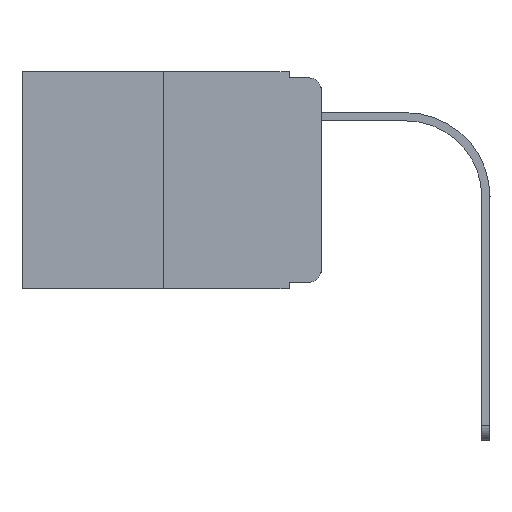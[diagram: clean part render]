
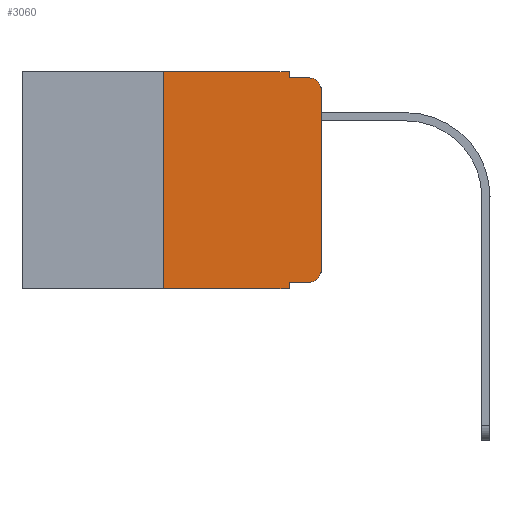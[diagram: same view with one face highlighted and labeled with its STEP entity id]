
A CAD part, left-side view. The second image highlights one B-rep face of the part: STEP entity #3060.
In plain terms, the highlighted planar face has unit normal (-1, 0, 0).
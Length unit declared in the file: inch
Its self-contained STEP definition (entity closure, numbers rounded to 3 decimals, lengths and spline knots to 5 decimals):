
#229 = VECTOR ( 'NONE', #7102, 39.37008 ) ;
#241 = VERTEX_POINT ( 'NONE', #6991 ) ;
#803 = CARTESIAN_POINT ( 'NONE',  ( 0., 0., 0. ) ) ;
#902 = VECTOR ( 'NONE', #7914, 39.37008 ) ;
#1181 = EDGE_LOOP ( 'NONE', ( #10321, #12690, #5687, #9290, #11787, #5119, #11236, #5082, #11970, #9636 ) ) ;
#1547 = VECTOR ( 'NONE', #1901, 39.37008 ) ;
#1643 = CARTESIAN_POINT ( 'NONE',  ( 0., 0., -0.03 ) ) ;
#1901 = DIRECTION ( 'NONE',  ( 0., 0., -1. ) ) ;
#1949 = VECTOR ( 'NONE', #4834, 39.37008 ) ;
#2274 = LINE ( 'NONE', #8337, #12505 ) ;
#2547 = EDGE_CURVE ( 'NONE', #9603, #8269, #6369, .T. ) ;
#2684 = CARTESIAN_POINT ( 'NONE',  ( 0., 0.02, -0.313 ) ) ;
#2982 = CIRCLE ( 'NONE', #12070, 0.02 ) ;
#3024 = EDGE_CURVE ( 'NONE', #3728, #241, #12886, .T. ) ;
#3060 = ADVANCED_FACE ( 'NONE', ( #4852 ), #11089, .F. ) ;
#3402 = DIRECTION ( 'NONE',  ( 0., 0., -1. ) ) ;
#3570 = VERTEX_POINT ( 'NONE', #4593 ) ;
#3728 = VERTEX_POINT ( 'NONE', #6214 ) ;
#3754 = DIRECTION ( 'NONE',  ( 1., 0., 0. ) ) ;
#3769 = EDGE_CURVE ( 'NONE', #10343, #3728, #9071, .T. ) ;
#4534 = DIRECTION ( 'NONE',  ( 0., 0., -1. ) ) ;
#4593 = CARTESIAN_POINT ( 'NONE',  ( 0., 0.02, -0.333 ) ) ;
#4647 = CARTESIAN_POINT ( 'NONE',  ( 0., 0., -0.313 ) ) ;
#4827 = DIRECTION ( 'NONE',  ( 0., 0., 1. ) ) ;
#4834 = DIRECTION ( 'NONE',  ( 0., 0., -1. ) ) ;
#4852 = FACE_OUTER_BOUND ( 'NONE', #1181, .T. ) ;
#5082 = ORIENTED_EDGE ( 'NONE', *, *, #6748, .F. ) ;
#5119 = ORIENTED_EDGE ( 'NONE', *, *, #8483, .F. ) ;
#5155 = VERTEX_POINT ( 'NONE', #6895 ) ;
#5225 = CARTESIAN_POINT ( 'NONE',  ( 0., 0.473, -0.343 ) ) ;
#5345 = EDGE_CURVE ( 'NONE', #11354, #9603, #6731, .T. ) ;
#5358 = DIRECTION ( 'NONE',  ( 0., -1., 0. ) ) ;
#5687 = ORIENTED_EDGE ( 'NONE', *, *, #8141, .F. ) ;
#5705 = DIRECTION ( 'NONE',  ( -1., 0., 0. ) ) ;
#5972 = CARTESIAN_POINT ( 'NONE',  ( 0., 0.473, 0. ) ) ;
#6016 = EDGE_CURVE ( 'NONE', #5155, #3570, #11959, .T. ) ;
#6212 = LINE ( 'NONE', #5225, #12512 ) ;
#6214 = CARTESIAN_POINT ( 'NONE',  ( 0., 0.051, 0. ) ) ;
#6270 = EDGE_CURVE ( 'NONE', #3570, #11354, #2982, .T. ) ;
#6306 = DIRECTION ( 'NONE',  ( -1., 0., 0. ) ) ;
#6369 = CIRCLE ( 'NONE', #7430, 0.02 ) ;
#6487 = CARTESIAN_POINT ( 'NONE',  ( 0., 0.02, -0.01 ) ) ;
#6503 = CARTESIAN_POINT ( 'NONE',  ( 0., 0.02, -0.03 ) ) ;
#6731 = LINE ( 'NONE', #803, #902 ) ;
#6748 = EDGE_CURVE ( 'NONE', #5155, #10311, #10058, .T. ) ;
#6836 = DIRECTION ( 'NONE',  ( 0., 0., -1. ) ) ;
#6895 = CARTESIAN_POINT ( 'NONE',  ( 0., 0.051, -0.333 ) ) ;
#6991 = CARTESIAN_POINT ( 'NONE',  ( 0., 0.051, -0.01 ) ) ;
#7102 = DIRECTION ( 'NONE',  ( 0., -1., 0. ) ) ;
#7164 = CARTESIAN_POINT ( 'NONE',  ( 0., 0.25, -0.343 ) ) ;
#7196 = CARTESIAN_POINT ( 'NONE',  ( 0., 0.25, 0. ) ) ;
#7430 = AXIS2_PLACEMENT_3D ( 'NONE', #6503, #6306, #3402 ) ;
#7718 = VECTOR ( 'NONE', #12130, 39.37008 ) ;
#7914 = DIRECTION ( 'NONE',  ( 0., 0., 1. ) ) ;
#8020 = CARTESIAN_POINT ( 'NONE',  ( 0., 0.051, -0.333 ) ) ;
#8068 = CARTESIAN_POINT ( 'NONE',  ( 0., 0.473, 0. ) ) ;
#8141 = EDGE_CURVE ( 'NONE', #241, #8269, #2274, .T. ) ;
#8227 = EDGE_CURVE ( 'NONE', #9105, #10311, #6212, .T. ) ;
#8269 = VERTEX_POINT ( 'NONE', #6487 ) ;
#8337 = CARTESIAN_POINT ( 'NONE',  ( 0., 0.051, -0.01 ) ) ;
#8483 = EDGE_CURVE ( 'NONE', #9105, #10343, #9852, .T. ) ;
#9071 = LINE ( 'NONE', #8068, #7718 ) ;
#9105 = VERTEX_POINT ( 'NONE', #7164 ) ;
#9113 = CARTESIAN_POINT ( 'NONE',  ( 0., 0.25, 0. ) ) ;
#9269 = DIRECTION ( 'NONE',  ( 0., -1., 0. ) ) ;
#9290 = ORIENTED_EDGE ( 'NONE', *, *, #3024, .F. ) ;
#9603 = VERTEX_POINT ( 'NONE', #1643 ) ;
#9636 = ORIENTED_EDGE ( 'NONE', *, *, #6270, .T. ) ;
#9852 = LINE ( 'NONE', #9113, #11674 ) ;
#9883 = CARTESIAN_POINT ( 'NONE',  ( 0., 0.051, 0. ) ) ;
#9960 = AXIS2_PLACEMENT_3D ( 'NONE', #5972, #3754, #6836 ) ;
#10058 = LINE ( 'NONE', #11134, #1949 ) ;
#10311 = VERTEX_POINT ( 'NONE', #10380 ) ;
#10321 = ORIENTED_EDGE ( 'NONE', *, *, #5345, .T. ) ;
#10343 = VERTEX_POINT ( 'NONE', #7196 ) ;
#10380 = CARTESIAN_POINT ( 'NONE',  ( 0., 0.051, -0.343 ) ) ;
#11089 = PLANE ( 'NONE',  #9960 ) ;
#11134 = CARTESIAN_POINT ( 'NONE',  ( 0., 0.051, 0. ) ) ;
#11236 = ORIENTED_EDGE ( 'NONE', *, *, #8227, .T. ) ;
#11354 = VERTEX_POINT ( 'NONE', #4647 ) ;
#11674 = VECTOR ( 'NONE', #4827, 39.37008 ) ;
#11787 = ORIENTED_EDGE ( 'NONE', *, *, #3769, .F. ) ;
#11959 = LINE ( 'NONE', #8020, #229 ) ;
#11970 = ORIENTED_EDGE ( 'NONE', *, *, #6016, .T. ) ;
#12070 = AXIS2_PLACEMENT_3D ( 'NONE', #2684, #5705, #4534 ) ;
#12130 = DIRECTION ( 'NONE',  ( 0., -1., 0. ) ) ;
#12505 = VECTOR ( 'NONE', #5358, 39.37008 ) ;
#12512 = VECTOR ( 'NONE', #9269, 39.37008 ) ;
#12690 = ORIENTED_EDGE ( 'NONE', *, *, #2547, .T. ) ;
#12886 = LINE ( 'NONE', #9883, #1547 ) ;
